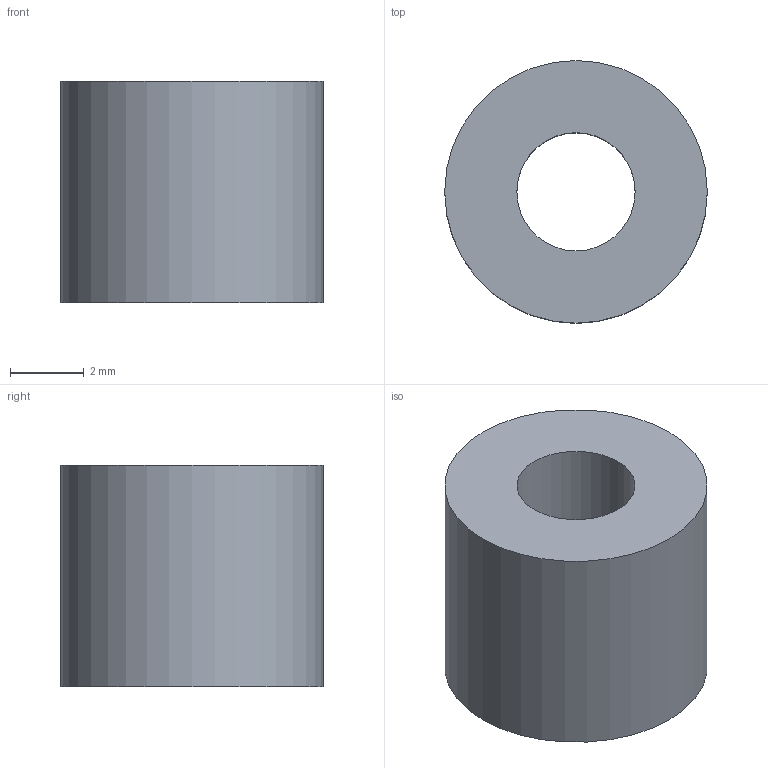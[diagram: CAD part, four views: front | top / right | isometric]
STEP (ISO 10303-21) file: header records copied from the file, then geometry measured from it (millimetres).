
FILE_DESCRIPTION(/* description */ (''),/* implementation_level */ '2;1');
FILE_NAME(/* name */ 'bac EPS Bay v48 insert standoff.step',/* time_stamp */ '2024-06-04T16:09:34+02:00',/* author */ (''),/* organization */ (''),/* preprocessor_version */ 'ST-DEVELOPER v20',/* originating_system */ 'Autodesk Translation Framework v13.14.0.145',/* authorisation */ '');
FILE_SCHEMA (('AUTOMOTIVE_DESIGN { 1 0 10303 214 3 1 1 }'));
Length unit declared in the file: millimetre
Products named in the file (4): bac EPS Bay; EPS Bay; Insert; Insert Standoff
Assembly tree (3 placements, depth 4):
  bac EPS Bay
    EPS Bay
      Insert
        Insert Standoff
Bounding box: 7.11 x 7.11 x 6 mm (x, y, z)
Volume: 190 mm3; surface area: 257.7 mm2
Topology: 1 solids, 1 shells, 4 faces, 6 edges, 4 vertices
Faces by surface type: cylinder 2, plane 2
Full cylindrical faces by diameter (mm): 3.2 x1, 7.11 x1
Entity records: 219 total; most frequent: DIRECTION 32, CARTESIAN_POINT 21, AXIS2_PLACEMENT_3D 15, ORIENTED_EDGE 12, PRODUCT_DEFINITION_SHAPE 7, EDGE_LOOP 6, EDGE_CURVE 6, UNCERTAINTY_MEASURE_WITH_UNIT 5
